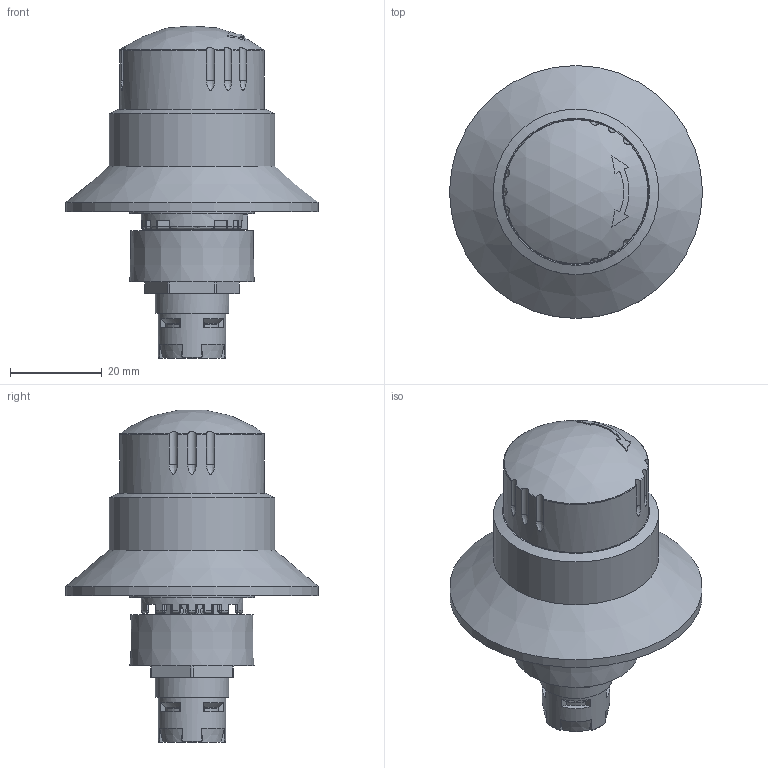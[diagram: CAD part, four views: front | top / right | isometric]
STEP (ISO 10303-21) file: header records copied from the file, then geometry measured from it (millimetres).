
FILE_DESCRIPTION(/* description */ (''),/* implementation_level */ '2;1');
FILE_NAME(/* name */ 'RXJBUV.stp',/* time_stamp */ '2017-09-04T13:53:41+02:00',/* author */ ('mharscher'),/* organization */ (''),/* preprocessor_version */ 'ST-DEVELOPER v16.1',/* originating_system */ 'Autodesk Inventor 2016',/* authorisation */ '');
FILE_SCHEMA (('AUTOMOTIVE_DESIGN { 1 0 10303 214 3 1 1 }'));
Length unit declared in the file: centimetre
Products named in the file (1): RXJBUV_ipt
Bounding box: 55 x 55 x 72.2 mm (x, y, z)
Volume: 43102.1 mm3; surface area: 14453.7 mm2
Topology: 1 solids, 1 shells, 358 faces, 924 edges, 568 vertices
Faces by surface type: plane 126, cylinder 110, bspline 58, torus 41, cone 21, sphere 2
Full cylindrical faces by diameter (mm): 1 x8, 14.65 x1, 16 x2, 16.5 x1, 21 x1, 22.15 x1, 25 x1, 27 x1, 28.3 x1, 28.717 x1, 31.5 x1, 33.6 x1, 36 x1, 52 x1, 55 x1
Entity records: 13683 total; most frequent: CARTESIAN_POINT 5676, ORIENTED_EDGE 1698, DIRECTION 1572, EDGE_CURVE 849, AXIS2_PLACEMENT_3D 631, VERTEX_POINT 557, EDGE_LOOP 420, FACE_OUTER_BOUND 357
